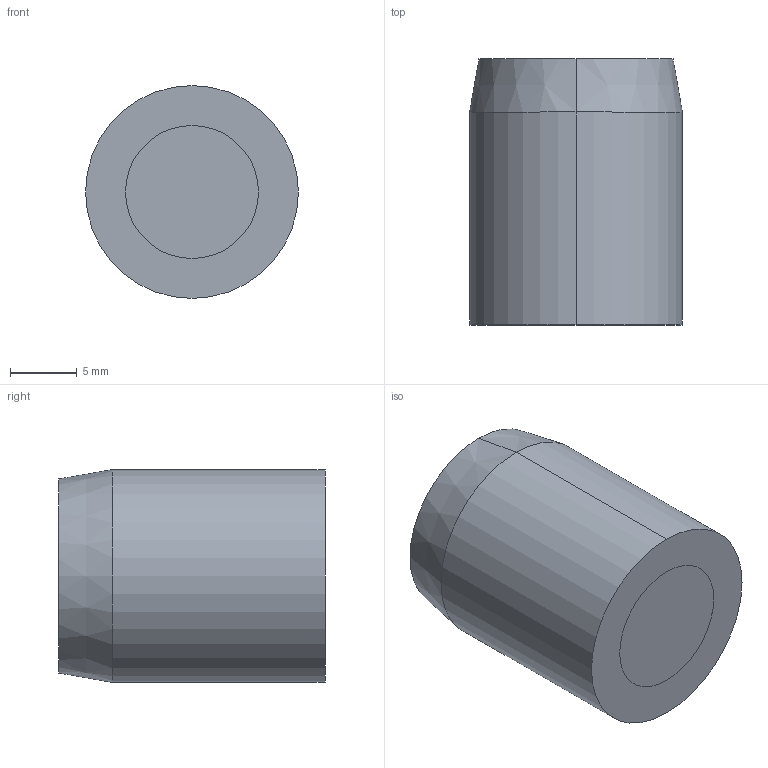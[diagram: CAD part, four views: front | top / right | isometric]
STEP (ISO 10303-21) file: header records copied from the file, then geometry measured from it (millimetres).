
FILE_DESCRIPTION (( 'STEP AP214' ), '1' );
FILE_NAME ('VD161012.STEP', '2013-06-27T09:30:25', ( '' ), ( '' ), 'SwSTEP 2.0', 'SolidWorks 2011', '' );
FILE_SCHEMA (( 'AUTOMOTIVE_DESIGN' ));
Length unit declared in the file: millimetre
Products named in the file (3): VD 161012-1; VD 161012-2; VD161012
Assembly tree (2 placements, depth 2):
  VD161012
    VD 161012-1
    VD 161012-2
Bounding box: 16 x 20 x 16 mm (x, y, z)
Volume: 3778 mm3; surface area: 2814.5 mm2
Topology: 2 solids, 2 shells, 28 faces, 72 edges, 45 vertices
Faces by surface type: cylinder 16, cone 6, plane 6
Entity records: 1074 total; most frequent: CARTESIAN_POINT 290, DIRECTION 148, ORIENTED_EDGE 140, EDGE_CURVE 70, AXIS2_PLACEMENT_3D 61, VERTEX_POINT 45, EDGE_LOOP 33, CIRCLE 28
